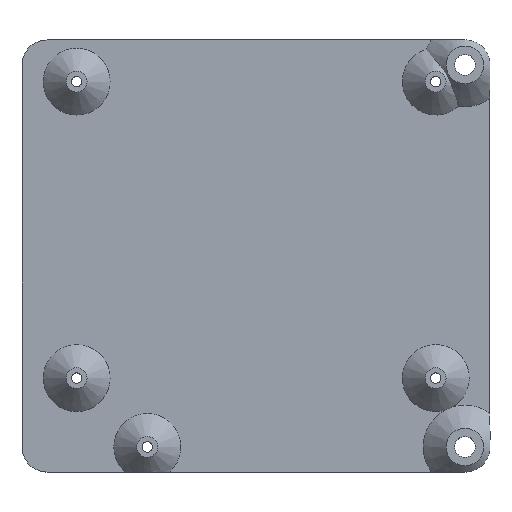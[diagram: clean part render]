
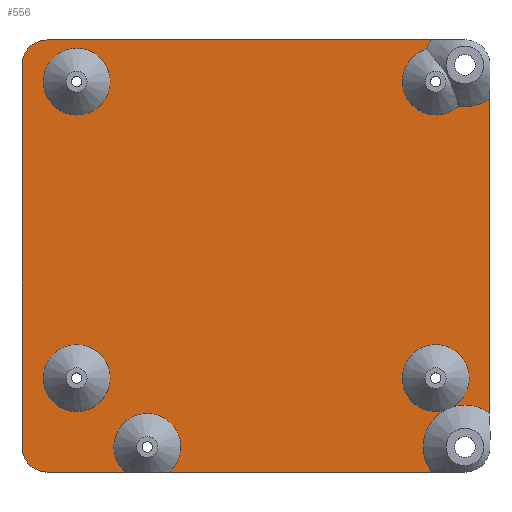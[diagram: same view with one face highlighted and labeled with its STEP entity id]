
A CAD part, top view. The second image highlights one B-rep face of the part: STEP entity #556.
In plain terms, the highlighted planar face has unit normal (0, 0, 1).
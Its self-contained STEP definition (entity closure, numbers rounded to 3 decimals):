
#33=FACE_BOUND('',#96,.T.);
#34=FACE_BOUND('',#97,.T.);
#50=PLANE('',#603);
#64=FACE_OUTER_BOUND('',#95,.T.);
#95=EDGE_LOOP('',(#387,#388,#389,#390,#391,#392,#393,#394,#395,#396,#397,
#398,#399,#400,#401,#402));
#96=EDGE_LOOP('',(#403));
#97=EDGE_LOOP('',(#404));
#142=LINE('',#857,#173);
#145=LINE('',#863,#176);
#146=LINE('',#869,#177);
#147=LINE('',#879,#178);
#148=LINE('',#887,#179);
#173=VECTOR('',#682,10.);
#176=VECTOR('',#687,10.);
#177=VECTOR('',#692,10.);
#178=VECTOR('',#701,10.);
#179=VECTOR('',#708,10.);
#202=CIRCLE('',#600,6.);
#204=CIRCLE('',#604,8.);
#205=CIRCLE('',#605,8.);
#206=CIRCLE('',#606,10.);
#207=CIRCLE('',#607,8.);
#208=CIRCLE('',#608,8.);
#209=CIRCLE('',#609,10.);
#210=CIRCLE('',#610,10.);
#211=CIRCLE('',#611,8.);
#212=CIRCLE('',#612,10.);
#213=CIRCLE('',#613,6.);
#214=CIRCLE('',#614,8.);
#215=CIRCLE('',#615,8.);
#242=VERTEX_POINT('',#847);
#243=VERTEX_POINT('',#848);
#246=VERTEX_POINT('',#856);
#248=VERTEX_POINT('',#862);
#249=VERTEX_POINT('',#864);
#250=VERTEX_POINT('',#866);
#251=VERTEX_POINT('',#868);
#252=VERTEX_POINT('',#870);
#253=VERTEX_POINT('',#872);
#254=VERTEX_POINT('',#874);
#255=VERTEX_POINT('',#876);
#256=VERTEX_POINT('',#878);
#257=VERTEX_POINT('',#880);
#258=VERTEX_POINT('',#882);
#259=VERTEX_POINT('',#884);
#260=VERTEX_POINT('',#886);
#261=VERTEX_POINT('',#889);
#262=VERTEX_POINT('',#891);
#297=EDGE_CURVE('',#242,#243,#202,.T.);
#301=EDGE_CURVE('',#246,#243,#142,.T.);
#304=EDGE_CURVE('',#242,#248,#145,.T.);
#305=EDGE_CURVE('',#249,#248,#204,.T.);
#306=EDGE_CURVE('',#250,#249,#205,.T.);
#307=EDGE_CURVE('',#250,#251,#146,.T.);
#308=EDGE_CURVE('',#252,#251,#206,.T.);
#309=EDGE_CURVE('',#253,#252,#207,.T.);
#310=EDGE_CURVE('',#254,#253,#208,.T.);
#311=EDGE_CURVE('',#255,#254,#209,.T.);
#312=EDGE_CURVE('',#255,#256,#147,.T.);
#313=EDGE_CURVE('',#257,#256,#210,.T.);
#314=EDGE_CURVE('',#258,#257,#211,.T.);
#315=EDGE_CURVE('',#259,#258,#212,.T.);
#316=EDGE_CURVE('',#259,#260,#148,.T.);
#317=EDGE_CURVE('',#246,#260,#213,.T.);
#318=EDGE_CURVE('',#261,#261,#214,.T.);
#319=EDGE_CURVE('',#262,#262,#215,.T.);
#387=ORIENTED_EDGE('',*,*,#297,.F.);
#388=ORIENTED_EDGE('',*,*,#304,.T.);
#389=ORIENTED_EDGE('',*,*,#305,.F.);
#390=ORIENTED_EDGE('',*,*,#306,.F.);
#391=ORIENTED_EDGE('',*,*,#307,.T.);
#392=ORIENTED_EDGE('',*,*,#308,.F.);
#393=ORIENTED_EDGE('',*,*,#309,.F.);
#394=ORIENTED_EDGE('',*,*,#310,.F.);
#395=ORIENTED_EDGE('',*,*,#311,.F.);
#396=ORIENTED_EDGE('',*,*,#312,.T.);
#397=ORIENTED_EDGE('',*,*,#313,.F.);
#398=ORIENTED_EDGE('',*,*,#314,.F.);
#399=ORIENTED_EDGE('',*,*,#315,.F.);
#400=ORIENTED_EDGE('',*,*,#316,.T.);
#401=ORIENTED_EDGE('',*,*,#317,.F.);
#402=ORIENTED_EDGE('',*,*,#301,.T.);
#403=ORIENTED_EDGE('',*,*,#318,.F.);
#404=ORIENTED_EDGE('',*,*,#319,.F.);
#556=ADVANCED_FACE('',(#64,#33,#34),#50,.T.);
#600=AXIS2_PLACEMENT_3D('',#849,#674,#675);
#603=AXIS2_PLACEMENT_3D('',#861,#685,#686);
#604=AXIS2_PLACEMENT_3D('',#865,#688,#689);
#605=AXIS2_PLACEMENT_3D('',#867,#690,#691);
#606=AXIS2_PLACEMENT_3D('',#871,#693,#694);
#607=AXIS2_PLACEMENT_3D('',#873,#695,#696);
#608=AXIS2_PLACEMENT_3D('',#875,#697,#698);
#609=AXIS2_PLACEMENT_3D('',#877,#699,#700);
#610=AXIS2_PLACEMENT_3D('',#881,#702,#703);
#611=AXIS2_PLACEMENT_3D('',#883,#704,#705);
#612=AXIS2_PLACEMENT_3D('',#885,#706,#707);
#613=AXIS2_PLACEMENT_3D('',#888,#709,#710);
#614=AXIS2_PLACEMENT_3D('',#890,#711,#712);
#615=AXIS2_PLACEMENT_3D('',#892,#713,#714);
#674=DIRECTION('center_axis',(0.,0.,-1.));
#675=DIRECTION('ref_axis',(-0.707,-0.707,0.));
#682=DIRECTION('',(0.,-1.,0.));
#685=DIRECTION('center_axis',(0.,0.,1.));
#686=DIRECTION('ref_axis',(1.,0.,0.));
#687=DIRECTION('',(1.,0.,0.));
#688=DIRECTION('center_axis',(0.,0.,1.));
#689=DIRECTION('ref_axis',(1.,0.,0.));
#690=DIRECTION('center_axis',(0.,0.,1.));
#691=DIRECTION('ref_axis',(1.,0.,0.));
#692=DIRECTION('',(1.,0.,0.));
#693=DIRECTION('center_axis',(0.,0.,1.));
#694=DIRECTION('ref_axis',(-1.,0.,0.));
#695=DIRECTION('center_axis',(0.,0.,1.));
#696=DIRECTION('ref_axis',(1.,0.,0.));
#697=DIRECTION('center_axis',(0.,0.,1.));
#698=DIRECTION('ref_axis',(1.,0.,0.));
#699=DIRECTION('center_axis',(0.,0.,1.));
#700=DIRECTION('ref_axis',(-1.,0.,0.));
#701=DIRECTION('',(0.,1.,0.));
#702=DIRECTION('center_axis',(0.,0.,1.));
#703=DIRECTION('ref_axis',(1.,0.,0.));
#704=DIRECTION('center_axis',(0.,0.,1.));
#705=DIRECTION('ref_axis',(-1.,0.,0.));
#706=DIRECTION('center_axis',(0.,0.,1.));
#707=DIRECTION('ref_axis',(-1.,0.,0.));
#708=DIRECTION('',(-1.,0.,0.));
#709=DIRECTION('center_axis',(0.,0.,-1.));
#710=DIRECTION('ref_axis',(-0.707,0.707,0.));
#711=DIRECTION('center_axis',(0.,0.,1.));
#712=DIRECTION('ref_axis',(1.,0.,0.));
#713=DIRECTION('center_axis',(0.,0.,1.));
#714=DIRECTION('ref_axis',(1.,0.,0.));
#847=CARTESIAN_POINT('',(-24.,-6.,5.));
#848=CARTESIAN_POINT('',(-30.,0.,5.));
#849=CARTESIAN_POINT('Origin',(-24.,0.,5.));
#856=CARTESIAN_POINT('',(-30.,91.5,5.));
#857=CARTESIAN_POINT('',(-30.,97.5,5.));
#861=CARTESIAN_POINT('Origin',(26.042,45.75,5.));
#862=CARTESIAN_POINT('',(-5.292,-6.,5.));
#863=CARTESIAN_POINT('',(-30.,-6.,5.));
#864=CARTESIAN_POINT('',(-8.,0.,5.));
#865=CARTESIAN_POINT('Origin',(0.,0.,5.));
#866=CARTESIAN_POINT('',(5.292,-6.,5.));
#867=CARTESIAN_POINT('Origin',(0.,0.,5.));
#868=CARTESIAN_POINT('',(68.084,-6.,5.));
#869=CARTESIAN_POINT('',(-30.,-6.,5.));
#870=CARTESIAN_POINT('',(71.433,8.853,5.));
#871=CARTESIAN_POINT('Origin',(76.084,0.,5.));
#872=CARTESIAN_POINT('',(61.084,16.5,5.));
#873=CARTESIAN_POINT('Origin',(69.084,16.5,5.));
#874=CARTESIAN_POINT('',(72.95,9.496,5.));
#875=CARTESIAN_POINT('Origin',(69.084,16.5,5.));
#876=CARTESIAN_POINT('',(82.084,8.,5.));
#877=CARTESIAN_POINT('Origin',(76.084,0.,5.));
#878=CARTESIAN_POINT('',(82.084,83.5,5.));
#879=CARTESIAN_POINT('',(82.084,-6.,5.));
#880=CARTESIAN_POINT('',(74.513,81.624,5.));
#881=CARTESIAN_POINT('Origin',(76.084,91.5,5.));
#882=CARTESIAN_POINT('',(66.778,95.16,5.));
#883=CARTESIAN_POINT('Origin',(69.084,87.5,5.));
#884=CARTESIAN_POINT('',(68.084,97.5,5.));
#885=CARTESIAN_POINT('Origin',(76.084,91.5,5.));
#886=CARTESIAN_POINT('',(-24.,97.5,5.));
#887=CARTESIAN_POINT('',(82.084,97.5,5.));
#888=CARTESIAN_POINT('Origin',(-24.,91.5,5.));
#889=CARTESIAN_POINT('',(-24.916,87.5,5.));
#890=CARTESIAN_POINT('Origin',(-16.916,87.5,5.));
#891=CARTESIAN_POINT('',(-24.916,16.5,5.));
#892=CARTESIAN_POINT('Origin',(-16.916,16.5,5.));
